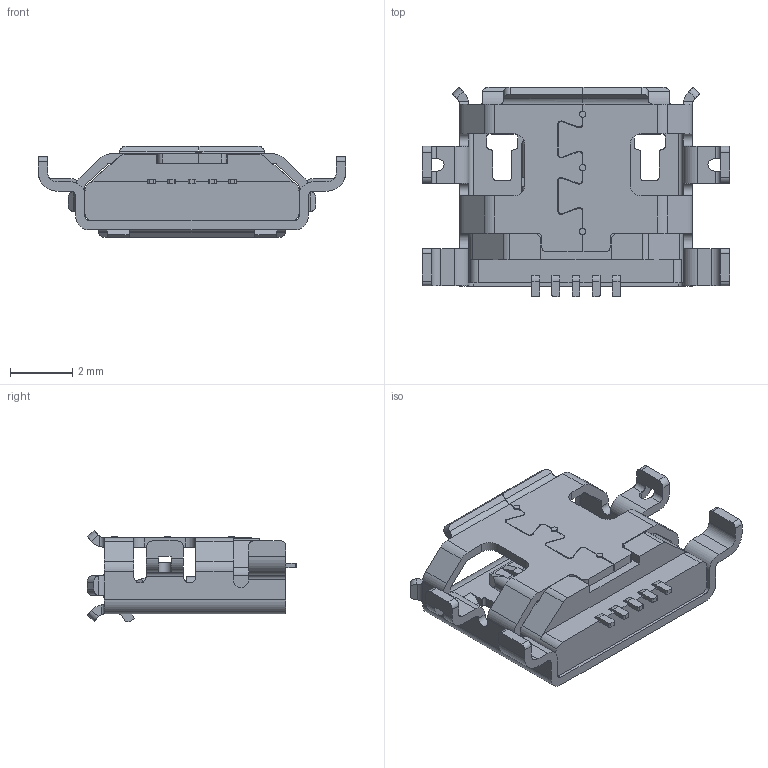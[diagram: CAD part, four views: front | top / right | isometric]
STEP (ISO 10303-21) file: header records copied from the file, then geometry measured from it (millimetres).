
FILE_DESCRIPTION(('CoCreate Modeling STEP Export'),'2;1');
FILE_NAME('010101010-202 MOCRO USB 5P沉板0.8 四脚插板 有翻边+点焊.stp','2015-06-04T12:44:28',(''),(''),'CoCreate Modeling STEP processor for AP214 (Solid Model)','CoCreate Modeling 16.00 13-May-2008 (C) Parametric Technology GmbH','');
FILE_SCHEMA(('AUTOMOTIVE_DESIGN { 1 0 10303 214 1 1 1 1 }'));
Length unit declared in the file: millimetre
Products named in the file (8): p2; 4DIP08SHELLXIAWUFANBIUAN; 08MOLDING; 4DIP08XIAWUFANBIAN_ASM; USB-1082-05CS.stp; USB-1074-05S.stp; 010101020-005; .stp
Assembly tree (7 placements, depth 7):
  .stp
    010101020-005
      USB-1074-05S.stp
        USB-1082-05CS.stp
          4DIP08XIAWUFANBIAN_ASM
            08MOLDING
            4DIP08SHELLXIAWUFANBIUAN
              p2
Bounding box: 9.9 x 6.75 x 2.94 mm (x, y, z)
Volume: 55.1 mm3; surface area: 290.6 mm2
Topology: 1 solids, 1 shells, 610 faces, 1758 edges, 1126 vertices
Faces by surface type: plane 386, cylinder 210, cone 10, bspline 2, torus 2
Entity records: 19917 total; most frequent: CARTESIAN_POINT 3713, ORIENTED_EDGE 3524, DIRECTION 3229, EDGE_CURVE 1758, VECTOR 1229, LINE 1229, VERTEX_POINT 1126, AXIS2_PLACEMENT_3D 1000
